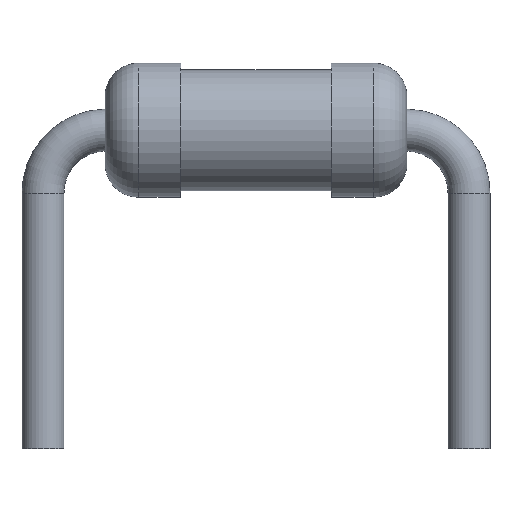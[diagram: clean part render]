
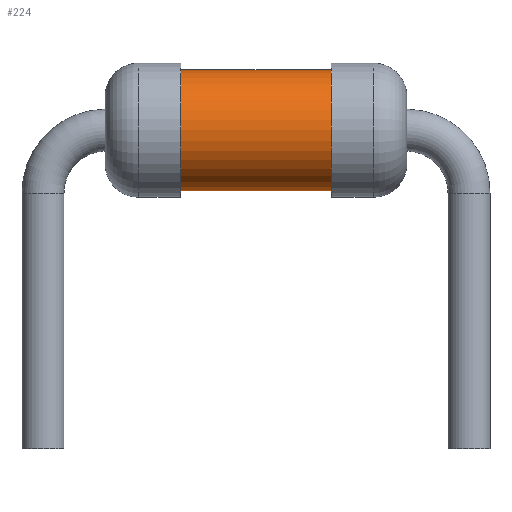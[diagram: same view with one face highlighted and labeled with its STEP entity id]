
A CAD part, front view. The second image highlights one B-rep face of the part: STEP entity #224.
In plain terms, the highlighted cylindrical face has radius 0.72 mm (diameter 1.44 mm), a full revolution.
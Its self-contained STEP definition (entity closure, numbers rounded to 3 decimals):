
#94 = EDGE_CURVE('',#95,#95,#97,.T.);
#95 = VERTEX_POINT('',#96);
#96 = CARTESIAN_POINT('',(1.64,0.72,0.8));
#97 = CIRCLE('',#98,0.72);
#98 = AXIS2_PLACEMENT_3D('',#99,#100,#101);
#99 = CARTESIAN_POINT('',(1.64,0.,0.8));
#100 = DIRECTION('',(-1.,0.,0.));
#101 = DIRECTION('',(0.,1.,0.));
#224 = ADVANCED_FACE('',(#225),#244,.T.);
#225 = FACE_BOUND('',#226,.F.);
#226 = EDGE_LOOP('',(#227,#235,#236,#237));
#227 = ORIENTED_EDGE('',*,*,#228,.F.);
#228 = EDGE_CURVE('',#95,#229,#231,.T.);
#229 = VERTEX_POINT('',#230);
#230 = CARTESIAN_POINT('',(3.44,0.72,0.8));
#231 = LINE('',#232,#233);
#232 = CARTESIAN_POINT('',(0.74,0.72,0.8));
#233 = VECTOR('',#234,1.);
#234 = DIRECTION('',(1.,0.,0.));
#235 = ORIENTED_EDGE('',*,*,#94,.T.);
#236 = ORIENTED_EDGE('',*,*,#228,.T.);
#237 = ORIENTED_EDGE('',*,*,#238,.F.);
#238 = EDGE_CURVE('',#229,#229,#239,.T.);
#239 = CIRCLE('',#240,0.72);
#240 = AXIS2_PLACEMENT_3D('',#241,#242,#243);
#241 = CARTESIAN_POINT('',(3.44,0.,0.8));
#242 = DIRECTION('',(-1.,0.,0.));
#243 = DIRECTION('',(0.,1.,0.));
#244 = CYLINDRICAL_SURFACE('',#245,0.72);
#245 = AXIS2_PLACEMENT_3D('',#246,#247,#248);
#246 = CARTESIAN_POINT('',(0.74,0.,0.8));
#247 = DIRECTION('',(-1.,0.,0.));
#248 = DIRECTION('',(0.,1.,0.));
